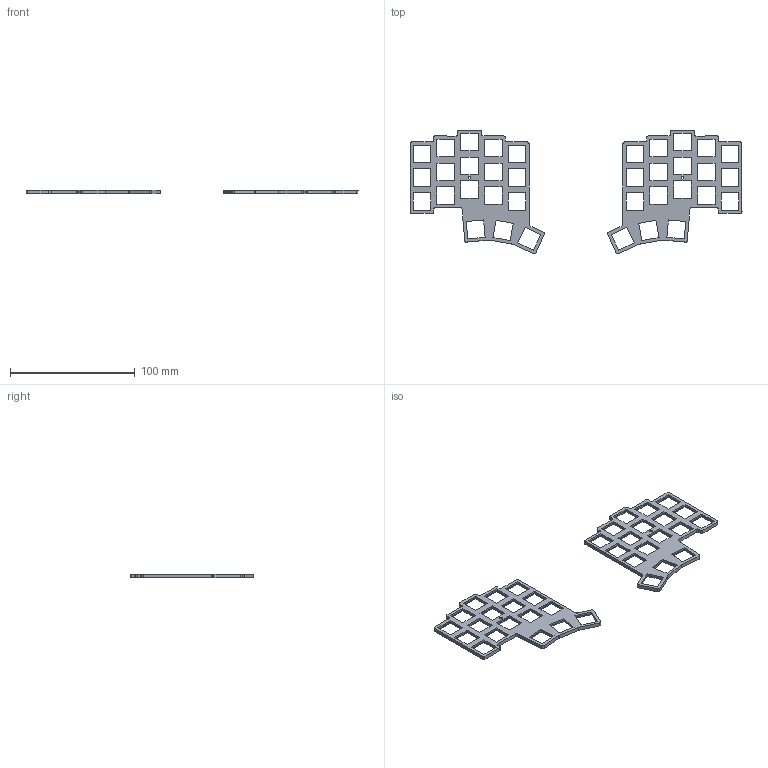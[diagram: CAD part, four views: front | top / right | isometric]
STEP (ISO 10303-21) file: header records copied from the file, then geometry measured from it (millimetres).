
FILE_DESCRIPTION(('HOOPS Exchange Step'),'2;1');
FILE_NAME('temp_export','2024-04-29T08:34:17+05:30',('ankitbhankharia'),('Shapr3D Limited'),'HOOPS Exchange 2023.2','Shapr3D','Authorized');
FILE_SCHEMA( ('AUTOMOTIVE_DESIGN { 1 0 10303 214 1 1 1 1 }') );
Length unit declared in the file: millimetre
Products named in the file (3): ScottoSplit 3.step (1); ScottoSplit 3.step; root
Assembly tree (2 placements, depth 2):
  root
    ScottoSplit 3.step (1)
    ScottoSplit 3.step
Bounding box: 265.71 x 99.21 x 3 mm (x, y, z)
Volume: 20049 mm3; surface area: 23085.4 mm2
Topology: 2 solids, 2 shells, 424 faces, 1154 edges, 770 vertices
Faces by surface type: plane 368, cylinder 54, torus 2
Full cylindrical faces by diameter (mm): 2.2 x2
Entity records: 13425 total; most frequent: CARTESIAN_POINT 2351, ORIENTED_EDGE 2308, DIRECTION 2124, EDGE_CURVE 1154, VECTOR 1038, LINE 1038, VERTEX_POINT 770, AXIS2_PLACEMENT_3D 543
